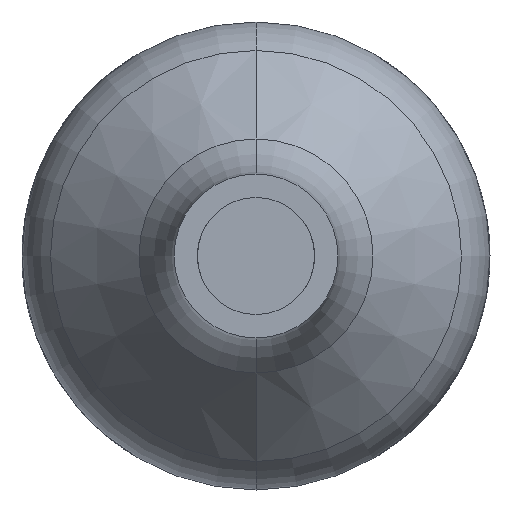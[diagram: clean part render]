
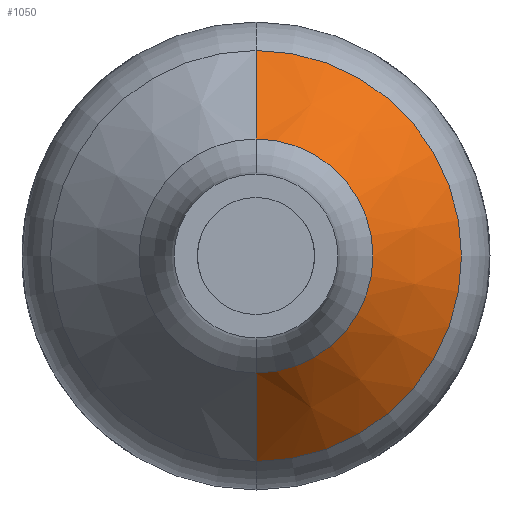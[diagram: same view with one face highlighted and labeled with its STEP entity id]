
A CAD part, front view. The second image highlights one B-rep face of the part: STEP entity #1050.
In plain terms, the highlighted conical face has half-angle 40.827 degrees and reference radius 10 mm.
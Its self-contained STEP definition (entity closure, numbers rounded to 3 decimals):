
#84 = VERTEX_POINT ( 'NONE', #1408 ) ;
#89 = AXIS2_PLACEMENT_3D ( 'NONE', #206, #1095, #539 ) ;
#102 = CARTESIAN_POINT ( 'NONE',  ( 0., 46.509, 10. ) ) ;
#120 = ORIENTED_EDGE ( 'NONE', *, *, #800, .F. ) ;
#184 = ORIENTED_EDGE ( 'NONE', *, *, #1237, .T. ) ;
#206 = CARTESIAN_POINT ( 'NONE',  ( 0., 46.509, 0. ) ) ;
#314 = CARTESIAN_POINT ( 'NONE',  ( 0., 46.509, 0. ) ) ;
#361 = CARTESIAN_POINT ( 'NONE',  ( 0., 46.509, -10. ) ) ;
#409 = VERTEX_POINT ( 'NONE', #361 ) ;
#421 = CIRCLE ( 'NONE', #89, 10. ) ;
#535 = CARTESIAN_POINT ( 'NONE',  ( 0., 46.509, -10. ) ) ;
#537 = CARTESIAN_POINT ( 'NONE',  ( 0., 55.266, 0. ) ) ;
#539 = DIRECTION ( 'NONE',  ( 0., 0., -1. ) ) ;
#546 = DIRECTION ( 'NONE',  ( 0., 1., 0. ) ) ;
#579 = DIRECTION ( 'NONE',  ( 0., 0.757, 0.654 ) ) ;
#648 = DIRECTION ( 'NONE',  ( 0., 0., 1. ) ) ;
#704 = EDGE_CURVE ( 'NONE', #409, #84, #421, .T. ) ;
#731 = VERTEX_POINT ( 'NONE', #993 ) ;
#800 = EDGE_CURVE ( 'NONE', #84, #903, #1118, .T. ) ;
#832 = FACE_OUTER_BOUND ( 'NONE', #1323, .T. ) ;
#875 = DIRECTION ( 'NONE',  ( 0., 0., -1. ) ) ;
#903 = VERTEX_POINT ( 'NONE', #956 ) ;
#923 = CIRCLE ( 'NONE', #1169, 17.567 ) ;
#952 = AXIS2_PLACEMENT_3D ( 'NONE', #314, #546, #648 ) ;
#956 = CARTESIAN_POINT ( 'NONE',  ( 0., 55.266, 17.567 ) ) ;
#993 = CARTESIAN_POINT ( 'NONE',  ( 0., 55.266, -17.567 ) ) ;
#1039 = EDGE_CURVE ( 'NONE', #409, #731, #1045, .T. ) ;
#1045 = LINE ( 'NONE', #535, #1285 ) ;
#1050 = ADVANCED_FACE ( 'NONE', ( #832 ), #1282, .T. ) ;
#1093 = DIRECTION ( 'NONE',  ( 0., -1., 0. ) ) ;
#1095 = DIRECTION ( 'NONE',  ( 0., -1., 0. ) ) ;
#1118 = LINE ( 'NONE', #102, #1424 ) ;
#1128 = ORIENTED_EDGE ( 'NONE', *, *, #704, .F. ) ;
#1169 = AXIS2_PLACEMENT_3D ( 'NONE', #537, #1093, #875 ) ;
#1237 = EDGE_CURVE ( 'NONE', #731, #903, #923, .T. ) ;
#1282 = CONICAL_SURFACE ( 'NONE', #952, 10., 0.713 ) ;
#1285 = VECTOR ( 'NONE', #1403, 1000. ) ;
#1323 = EDGE_LOOP ( 'NONE', ( #1128, #1423, #184, #120 ) ) ;
#1403 = DIRECTION ( 'NONE',  ( 0., 0.757, -0.654 ) ) ;
#1408 = CARTESIAN_POINT ( 'NONE',  ( 0., 46.509, 10. ) ) ;
#1423 = ORIENTED_EDGE ( 'NONE', *, *, #1039, .T. ) ;
#1424 = VECTOR ( 'NONE', #579, 1000. ) ;
